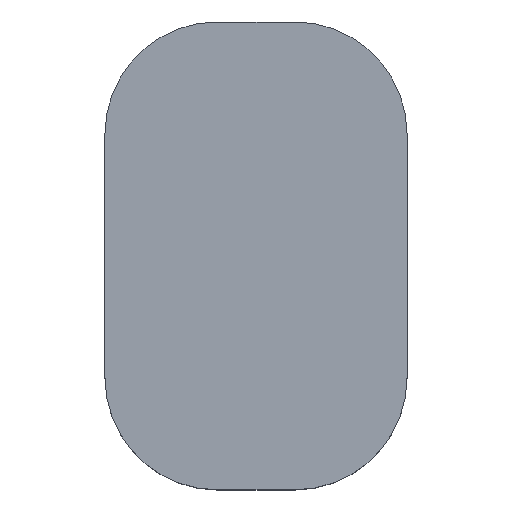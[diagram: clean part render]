
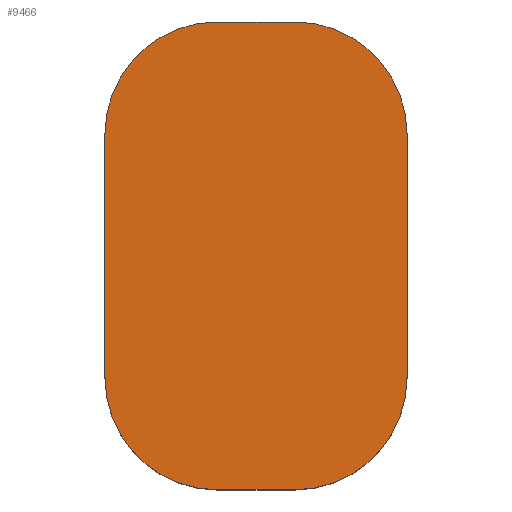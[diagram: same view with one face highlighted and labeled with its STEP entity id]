
A CAD part, top view. The second image highlights one B-rep face of the part: STEP entity #9466.
In plain terms, the highlighted planar face has unit normal (0, 0, 1).
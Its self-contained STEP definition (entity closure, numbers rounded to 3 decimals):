
#162 = AXIS2_PLACEMENT_3D ( 'NONE', #3821, #2048, #346 ) ;
#346 = DIRECTION ( 'NONE',  ( 1., 0., 0. ) ) ;
#570 = DIRECTION ( 'NONE',  ( 0., 1., 0. ) ) ;
#621 = LINE ( 'NONE', #1580, #10512 ) ;
#657 = AXIS2_PLACEMENT_3D ( 'NONE', #4297, #7768, #6277 ) ;
#674 = CARTESIAN_POINT ( 'NONE',  ( -28.155, -7.344, 2.7 ) ) ;
#810 = CARTESIAN_POINT ( 'NONE',  ( -33.549, -7.344, 2.7 ) ) ;
#862 = EDGE_CURVE ( 'NONE', #7231, #7408, #7929, .T. ) ;
#989 = EDGE_CURVE ( 'NONE', #3157, #2866, #9008, .T. ) ;
#1107 = VERTEX_POINT ( 'NONE', #1331 ) ;
#1146 = FACE_OUTER_BOUND ( 'NONE', #5090, .T. ) ;
#1264 = DIRECTION ( 'NONE',  ( 0., 0., 1. ) ) ;
#1278 = EDGE_CURVE ( 'NONE', #7813, #3157, #4344, .T. ) ;
#1322 = PLANE ( 'NONE',  #9425 ) ;
#1331 = CARTESIAN_POINT ( 'NONE',  ( -31.549, -0.991, 2.7 ) ) ;
#1580 = CARTESIAN_POINT ( 'NONE',  ( -28.155, -7.344, 2.7 ) ) ;
#1763 = VECTOR ( 'NONE', #6652, 1000. ) ;
#2015 = ORIENTED_EDGE ( 'NONE', *, *, #7657, .T. ) ;
#2048 = DIRECTION ( 'NONE',  ( 0., 0., 1. ) ) ;
#2243 = CARTESIAN_POINT ( 'NONE',  ( -30.155, -9.344, 2.7 ) ) ;
#2405 = ORIENTED_EDGE ( 'NONE', *, *, #1278, .T. ) ;
#2559 = CARTESIAN_POINT ( 'NONE',  ( -30.155, -9.344, 2.7 ) ) ;
#2667 = EDGE_CURVE ( 'NONE', #2866, #7178, #9989, .T. ) ;
#2866 = VERTEX_POINT ( 'NONE', #9295 ) ;
#3015 = ORIENTED_EDGE ( 'NONE', *, *, #989, .T. ) ;
#3157 = VERTEX_POINT ( 'NONE', #4054 ) ;
#3250 = ORIENTED_EDGE ( 'NONE', *, *, #862, .T. ) ;
#3767 = DIRECTION ( 'NONE',  ( 1., 0., 0. ) ) ;
#3821 = CARTESIAN_POINT ( 'NONE',  ( -31.549, -2.991, 2.7 ) ) ;
#4054 = CARTESIAN_POINT ( 'NONE',  ( -33.549, -7.344, 2.7 ) ) ;
#4283 = DIRECTION ( 'NONE',  ( 0., -1., 0. ) ) ;
#4297 = CARTESIAN_POINT ( 'NONE',  ( -31.549, -7.344, 2.7 ) ) ;
#4344 = LINE ( 'NONE', #810, #5917 ) ;
#4375 = ORIENTED_EDGE ( 'NONE', *, *, #6986, .T. ) ;
#4461 = DIRECTION ( 'NONE',  ( 1., 0., 0. ) ) ;
#4517 = CIRCLE ( 'NONE', #8873, 2. ) ;
#4731 = CARTESIAN_POINT ( 'NONE',  ( -30.155, -0.991, 2.7 ) ) ;
#4832 = LINE ( 'NONE', #4731, #1763 ) ;
#5090 = EDGE_LOOP ( 'NONE', ( #2405, #3015, #6904, #2015, #9540, #3250, #4375, #7389 ) ) ;
#5533 = DIRECTION ( 'NONE',  ( 1., 0., 0. ) ) ;
#5660 = CARTESIAN_POINT ( 'NONE',  ( -33.549, -2.991, 2.7 ) ) ;
#5917 = VECTOR ( 'NONE', #4283, 1000. ) ;
#6053 = DIRECTION ( 'NONE',  ( 0., 0., 1. ) ) ;
#6187 = CARTESIAN_POINT ( 'NONE',  ( -30.155, -7.344, 2.7 ) ) ;
#6238 = DIRECTION ( 'NONE',  ( -1., 0., 0. ) ) ;
#6277 = DIRECTION ( 'NONE',  ( -1., 0., 0. ) ) ;
#6652 = DIRECTION ( 'NONE',  ( -1., 0., 0. ) ) ;
#6904 = ORIENTED_EDGE ( 'NONE', *, *, #2667, .T. ) ;
#6986 = EDGE_CURVE ( 'NONE', #7408, #1107, #4832, .T. ) ;
#7101 = DIRECTION ( 'NONE',  ( 0., 0., 1. ) ) ;
#7178 = VERTEX_POINT ( 'NONE', #2559 ) ;
#7231 = VERTEX_POINT ( 'NONE', #10693 ) ;
#7389 = ORIENTED_EDGE ( 'NONE', *, *, #11009, .T. ) ;
#7408 = VERTEX_POINT ( 'NONE', #8186 ) ;
#7657 = EDGE_CURVE ( 'NONE', #7178, #10012, #4517, .T. ) ;
#7768 = DIRECTION ( 'NONE',  ( 0., 0., 1. ) ) ;
#7813 = VERTEX_POINT ( 'NONE', #5660 ) ;
#7929 = CIRCLE ( 'NONE', #10471, 2. ) ;
#8147 = CARTESIAN_POINT ( 'NONE',  ( 0., 0., 2.7 ) ) ;
#8186 = CARTESIAN_POINT ( 'NONE',  ( -30.155, -0.991, 2.7 ) ) ;
#8872 = VECTOR ( 'NONE', #5533, 1000. ) ;
#8873 = AXIS2_PLACEMENT_3D ( 'NONE', #6187, #7101, #6238 ) ;
#9008 = CIRCLE ( 'NONE', #657, 2. ) ;
#9295 = CARTESIAN_POINT ( 'NONE',  ( -31.549, -9.344, 2.7 ) ) ;
#9425 = AXIS2_PLACEMENT_3D ( 'NONE', #8147, #1264, #3767 ) ;
#9466 = ADVANCED_FACE ( 'NONE', ( #1146 ), #1322, .T. ) ;
#9540 = ORIENTED_EDGE ( 'NONE', *, *, #11086, .T. ) ;
#9968 = CIRCLE ( 'NONE', #162, 2. ) ;
#9989 = LINE ( 'NONE', #2243, #8872 ) ;
#10012 = VERTEX_POINT ( 'NONE', #674 ) ;
#10471 = AXIS2_PLACEMENT_3D ( 'NONE', #10561, #6053, #4461 ) ;
#10512 = VECTOR ( 'NONE', #570, 1000. ) ;
#10561 = CARTESIAN_POINT ( 'NONE',  ( -30.155, -2.991, 2.7 ) ) ;
#10693 = CARTESIAN_POINT ( 'NONE',  ( -28.155, -2.991, 2.7 ) ) ;
#11009 = EDGE_CURVE ( 'NONE', #1107, #7813, #9968, .T. ) ;
#11086 = EDGE_CURVE ( 'NONE', #10012, #7231, #621, .T. ) ;
